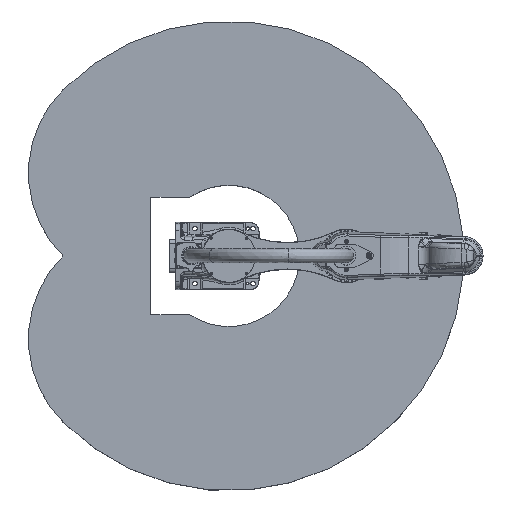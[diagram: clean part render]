
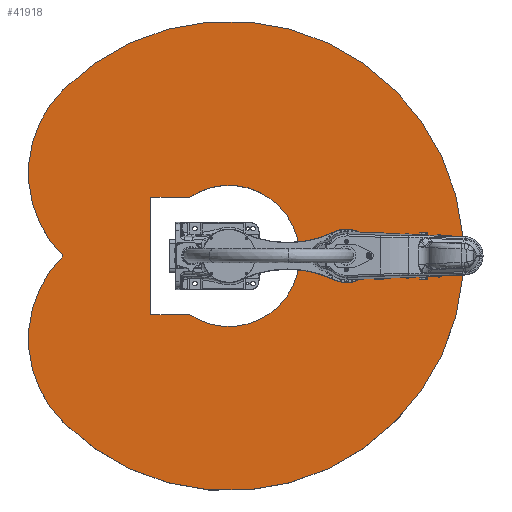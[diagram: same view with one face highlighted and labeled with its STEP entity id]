
A CAD part, top view. The second image highlights one B-rep face of the part: STEP entity #41918.
In plain terms, the highlighted planar face has unit normal (0, 0, 1).
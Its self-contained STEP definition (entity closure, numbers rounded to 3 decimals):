
#798=FACE_BOUND('',#15222,.T.);
#4523=LINE('',#91572,#7398);
#4527=LINE('',#91579,#7402);
#4530=LINE('',#91585,#7405);
#7398=VECTOR('',#56496,10.);
#7402=VECTOR('',#56502,10.);
#7405=VECTOR('',#56507,10.);
#8389=PLANE('',#46028);
#10147=CIRCLE('',#46029,350.);
#10148=CIRCLE('',#46030,700.);
#10149=CIRCLE('',#46031,350.);
#10150=CIRCLE('',#46032,210.494);
#12518=FACE_OUTER_BOUND('',#15221,.T.);
#15221=EDGE_LOOP('',(#37114,#37115,#37116));
#15222=EDGE_LOOP('',(#37117,#37118,#37119,#37120));
#19774=VERTEX_POINT('',#91569);
#19775=VERTEX_POINT('',#91571);
#19777=VERTEX_POINT('',#91577);
#19779=VERTEX_POINT('',#91583);
#19780=VERTEX_POINT('',#91587);
#19781=VERTEX_POINT('',#91588);
#19782=VERTEX_POINT('',#91590);
#25553=EDGE_CURVE('',#19775,#19774,#4523,.T.);
#25557=EDGE_CURVE('',#19774,#19777,#4527,.T.);
#25560=EDGE_CURVE('',#19777,#19779,#4530,.T.);
#25561=EDGE_CURVE('',#19780,#19781,#10147,.T.);
#25562=EDGE_CURVE('',#19781,#19782,#10148,.T.);
#25563=EDGE_CURVE('',#19782,#19780,#10149,.T.);
#25564=EDGE_CURVE('',#19779,#19775,#10150,.T.);
#37114=ORIENTED_EDGE('',*,*,#25561,.T.);
#37115=ORIENTED_EDGE('',*,*,#25562,.T.);
#37116=ORIENTED_EDGE('',*,*,#25563,.T.);
#37117=ORIENTED_EDGE('',*,*,#25553,.T.);
#37118=ORIENTED_EDGE('',*,*,#25557,.T.);
#37119=ORIENTED_EDGE('',*,*,#25560,.T.);
#37120=ORIENTED_EDGE('',*,*,#25564,.T.);
#41918=ADVANCED_FACE('',(#12518,#798),#8389,.T.);
#46028=AXIS2_PLACEMENT_3D('',#91586,#56508,#56509);
#46029=AXIS2_PLACEMENT_3D('',#91589,#56510,#56511);
#46030=AXIS2_PLACEMENT_3D('',#91591,#56512,#56513);
#46031=AXIS2_PLACEMENT_3D('',#91592,#56514,#56515);
#46032=AXIS2_PLACEMENT_3D('',#91593,#56516,#56517);
#56496=DIRECTION('',(-1.,0.,0.));
#56502=DIRECTION('',(0.,1.,0.));
#56507=DIRECTION('',(1.,0.,0.));
#56508=DIRECTION('center_axis',(0.,0.,1.));
#56509=DIRECTION('ref_axis',(1.,0.,0.));
#56510=DIRECTION('center_axis',(0.,0.,1.));
#56511=DIRECTION('ref_axis',(0.707,-0.707,0.));
#56512=DIRECTION('center_axis',(0.,0.,1.));
#56513=DIRECTION('ref_axis',(0.707,0.707,0.));
#56514=DIRECTION('center_axis',(0.,0.,1.));
#56515=DIRECTION('ref_axis',(0.707,-0.707,0.));
#56516=DIRECTION('center_axis',(0.,0.,-1.));
#56517=DIRECTION('ref_axis',(-1.,0.,0.));
#91569=CARTESIAN_POINT('',(-233.,-175.,200.));
#91571=CARTESIAN_POINT('',(-116.973,-175.,200.));
#91572=CARTESIAN_POINT('',(45.953,-175.,200.));
#91577=CARTESIAN_POINT('',(-233.,175.,200.));
#91579=CARTESIAN_POINT('',(-233.,-87.5,200.));
#91583=CARTESIAN_POINT('',(-116.973,175.,200.));
#91585=CARTESIAN_POINT('',(-108.047,175.,200.));
#91586=CARTESIAN_POINT('Origin',(16.906,0.,
200.));
#91587=CARTESIAN_POINT('',(-494.975,0.,200.));
#91588=CARTESIAN_POINT('',(-494.975,-494.975,200.));
#91589=CARTESIAN_POINT('Origin',(-247.487,-247.487,200.));
#91590=CARTESIAN_POINT('',(-494.975,494.975,200.));
#91591=CARTESIAN_POINT('Origin',(0.,0.,200.));
#91592=CARTESIAN_POINT('Origin',(-247.487,247.487,200.));
#91593=CARTESIAN_POINT('Origin',(0.,0.,200.));
